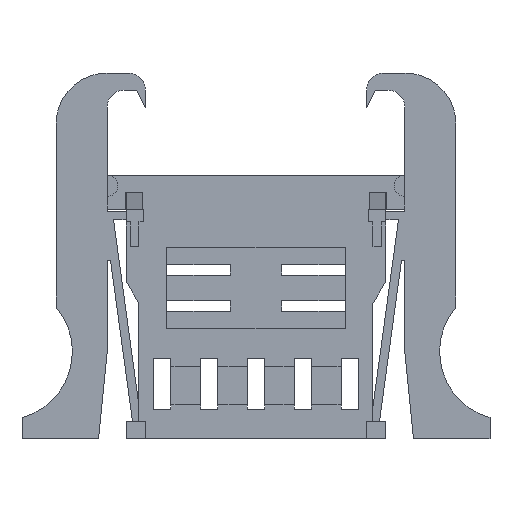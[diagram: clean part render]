
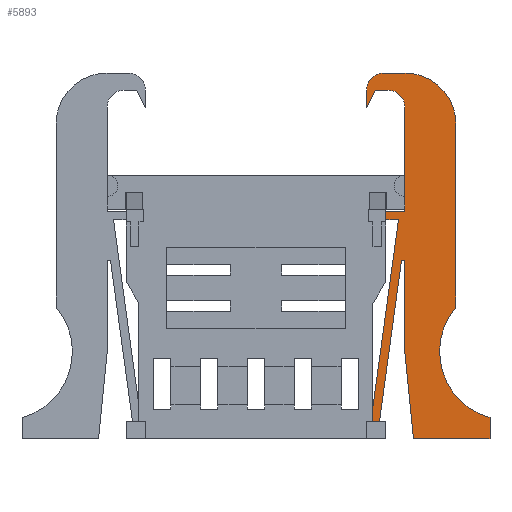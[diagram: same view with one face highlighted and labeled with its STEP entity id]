
A CAD part, left-side view. The second image highlights one B-rep face of the part: STEP entity #5893.
In plain terms, the highlighted planar face has unit normal (-1, 0, 0).
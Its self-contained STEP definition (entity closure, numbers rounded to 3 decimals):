
#5737=AXIS2_PLACEMENT_3D('Plane Axis2P3D',#5734,#5735,#5736) ;
#5750=AXIS2_PLACEMENT_3D('Circle Axis2P3D',#5748,#5749,$) ;
#5785=AXIS2_PLACEMENT_3D('Circle Axis2P3D',#5783,#5784,$) ;
#5799=AXIS2_PLACEMENT_3D('Circle Axis2P3D',#5797,#5798,$) ;
#5813=AXIS2_PLACEMENT_3D('Circle Axis2P3D',#5811,#5812,$) ;
#5841=AXIS2_PLACEMENT_3D('Circle Axis2P3D',#5839,#5840,$) ;
#5672=CARTESIAN_POINT('Vertex',(6.,14.,2.)) ;
#5677=CARTESIAN_POINT('Line Origine',(6.,12.375,13.875)) ;
#5681=CARTESIAN_POINT('Vertex',(6.,10.75,25.75)) ;
#5708=CARTESIAN_POINT('Line Origine',(6.,11.5,25.75)) ;
#5712=CARTESIAN_POINT('Vertex',(6.,12.25,25.75)) ;
#5734=CARTESIAN_POINT('Axis2P3D Location',(6.,0.,0.)) ;
#5739=CARTESIAN_POINT('Line Origine',(6.,11.703,11.408)) ;
#5743=CARTESIAN_POINT('Vertex',(6.,10.416,20.816)) ;
#5745=CARTESIAN_POINT('Vertex',(6.,12.991,2.)) ;
#5748=CARTESIAN_POINT('Axis2P3D Location',(6.,10.209,20.788)) ;
#5752=CARTESIAN_POINT('Vertex',(6.,10.,20.788)) ;
#5755=CARTESIAN_POINT('Line Origine',(6.,10.,15.394)) ;
#5759=CARTESIAN_POINT('Vertex',(6.,10.,10.)) ;
#5762=CARTESIAN_POINT('Line Origine',(6.,9.5,5.)) ;
#5766=CARTESIAN_POINT('Vertex',(6.,9.,0.)) ;
#5769=CARTESIAN_POINT('Line Origine',(6.,4.5,0.)) ;
#5773=CARTESIAN_POINT('Vertex',(6.,0.,0.)) ;
#5776=CARTESIAN_POINT('Line Origine',(6.,0.,1.25)) ;
#5780=CARTESIAN_POINT('Vertex',(6.,0.,2.5)) ;
#5783=CARTESIAN_POINT('Axis2P3D Location',(6.,-2.145,10.275)) ;
#5787=CARTESIAN_POINT('Vertex',(6.,4.,15.5)) ;
#5790=CARTESIAN_POINT('Line Origine',(6.,4.,26.25)) ;
#5794=CARTESIAN_POINT('Vertex',(6.,4.,37.)) ;
#5797=CARTESIAN_POINT('Axis2P3D Location',(6.,10.,37.)) ;
#5801=CARTESIAN_POINT('Vertex',(6.,10.,43.)) ;
#5804=CARTESIAN_POINT('Line Origine',(6.,11.25,43.)) ;
#5808=CARTESIAN_POINT('Vertex',(6.,12.5,43.)) ;
#5811=CARTESIAN_POINT('Axis2P3D Location',(6.,12.5,41.)) ;
#5815=CARTESIAN_POINT('Vertex',(6.,14.5,41.)) ;
#5818=CARTESIAN_POINT('Line Origine',(6.,14.5,40.)) ;
#5822=CARTESIAN_POINT('Vertex',(6.,14.5,39.)) ;
#5825=CARTESIAN_POINT('Line Origine',(6.,14.,40.)) ;
#5829=CARTESIAN_POINT('Vertex',(6.,13.5,41.)) ;
#5832=CARTESIAN_POINT('Line Origine',(6.,12.75,41.)) ;
#5836=CARTESIAN_POINT('Vertex',(6.,12.,41.)) ;
#5839=CARTESIAN_POINT('Axis2P3D Location',(6.,12.,39.)) ;
#5843=CARTESIAN_POINT('Vertex',(6.,10.,39.)) ;
#5846=CARTESIAN_POINT('Line Origine',(6.,10.,32.875)) ;
#5850=CARTESIAN_POINT('Vertex',(6.,10.,26.75)) ;
#5853=CARTESIAN_POINT('Line Origine',(6.,11.125,26.75)) ;
#5857=CARTESIAN_POINT('Vertex',(6.,12.25,26.75)) ;
#5860=CARTESIAN_POINT('Line Origine',(6.,12.25,26.25)) ;
#5865=CARTESIAN_POINT('Line Origine',(6.,13.495,2.)) ;
#5678=DIRECTION('Vector Direction',(0.,0.136,-0.991)) ;
#5709=DIRECTION('Vector Direction',(0.,-1.,0.)) ;
#5735=DIRECTION('Axis2P3D Direction',(1.,0.,0.)) ;
#5736=DIRECTION('Axis2P3D XDirection',(0.,1.,0.)) ;
#5740=DIRECTION('Vector Direction',(0.,-0.136,0.991)) ;
#5749=DIRECTION('Axis2P3D Direction',(1.,0.,0.)) ;
#5756=DIRECTION('Vector Direction',(0.,0.,-1.)) ;
#5763=DIRECTION('Vector Direction',(0.,-0.1,-0.995)) ;
#5770=DIRECTION('Vector Direction',(0.,-1.,0.)) ;
#5777=DIRECTION('Vector Direction',(0.,0.,1.)) ;
#5784=DIRECTION('Axis2P3D Direction',(1.,0.,0.)) ;
#5791=DIRECTION('Vector Direction',(0.,0.,1.)) ;
#5798=DIRECTION('Axis2P3D Direction',(1.,0.,0.)) ;
#5805=DIRECTION('Vector Direction',(0.,1.,0.)) ;
#5812=DIRECTION('Axis2P3D Direction',(1.,0.,0.)) ;
#5819=DIRECTION('Vector Direction',(0.,0.,-1.)) ;
#5826=DIRECTION('Vector Direction',(0.,-0.447,0.894)) ;
#5833=DIRECTION('Vector Direction',(0.,-1.,0.)) ;
#5840=DIRECTION('Axis2P3D Direction',(1.,0.,0.)) ;
#5847=DIRECTION('Vector Direction',(0.,0.,-1.)) ;
#5854=DIRECTION('Vector Direction',(0.,1.,0.)) ;
#5861=DIRECTION('Vector Direction',(0.,0.,-1.)) ;
#5866=DIRECTION('Vector Direction',(0.,1.,0.)) ;
#5679=VECTOR('Line Direction',#5678,1.) ;
#5710=VECTOR('Line Direction',#5709,1.) ;
#5741=VECTOR('Line Direction',#5740,1.) ;
#5757=VECTOR('Line Direction',#5756,1.) ;
#5764=VECTOR('Line Direction',#5763,1.) ;
#5771=VECTOR('Line Direction',#5770,1.) ;
#5778=VECTOR('Line Direction',#5777,1.) ;
#5792=VECTOR('Line Direction',#5791,1.) ;
#5806=VECTOR('Line Direction',#5805,1.) ;
#5820=VECTOR('Line Direction',#5819,1.) ;
#5827=VECTOR('Line Direction',#5826,1.) ;
#5834=VECTOR('Line Direction',#5833,1.) ;
#5848=VECTOR('Line Direction',#5847,1.) ;
#5855=VECTOR('Line Direction',#5854,1.) ;
#5862=VECTOR('Line Direction',#5861,1.) ;
#5867=VECTOR('Line Direction',#5866,1.) ;
#5871=ORIENTED_EDGE('',*,*,#5747,.F.) ;
#5872=ORIENTED_EDGE('',*,*,#5754,.F.) ;
#5873=ORIENTED_EDGE('',*,*,#5761,.F.) ;
#5874=ORIENTED_EDGE('',*,*,#5768,.F.) ;
#5875=ORIENTED_EDGE('',*,*,#5775,.F.) ;
#5876=ORIENTED_EDGE('',*,*,#5782,.F.) ;
#5877=ORIENTED_EDGE('',*,*,#5789,.F.) ;
#5878=ORIENTED_EDGE('',*,*,#5796,.F.) ;
#5879=ORIENTED_EDGE('',*,*,#5803,.F.) ;
#5880=ORIENTED_EDGE('',*,*,#5810,.F.) ;
#5881=ORIENTED_EDGE('',*,*,#5817,.F.) ;
#5882=ORIENTED_EDGE('',*,*,#5824,.F.) ;
#5883=ORIENTED_EDGE('',*,*,#5831,.F.) ;
#5884=ORIENTED_EDGE('',*,*,#5838,.F.) ;
#5885=ORIENTED_EDGE('',*,*,#5845,.F.) ;
#5886=ORIENTED_EDGE('',*,*,#5852,.F.) ;
#5887=ORIENTED_EDGE('',*,*,#5859,.F.) ;
#5888=ORIENTED_EDGE('',*,*,#5864,.F.) ;
#5889=ORIENTED_EDGE('',*,*,#5714,.F.) ;
#5890=ORIENTED_EDGE('',*,*,#5683,.F.) ;
#5891=ORIENTED_EDGE('',*,*,#5869,.F.) ;
#5893=ADVANCED_FACE('Body.3',(#5892),#5738,.F.) ;
#5751=CIRCLE('generated circle',#5750,0.209) ;
#5786=CIRCLE('generated circle',#5785,8.066) ;
#5800=CIRCLE('generated circle',#5799,6.) ;
#5814=CIRCLE('generated circle',#5813,2.) ;
#5842=CIRCLE('generated circle',#5841,2.) ;
#5683=EDGE_CURVE('',#5673,#5682,#5680,.F.) ;
#5714=EDGE_CURVE('',#5682,#5713,#5711,.F.) ;
#5747=EDGE_CURVE('',#5744,#5746,#5742,.F.) ;
#5754=EDGE_CURVE('',#5753,#5744,#5751,.F.) ;
#5761=EDGE_CURVE('',#5760,#5753,#5758,.F.) ;
#5768=EDGE_CURVE('',#5767,#5760,#5765,.F.) ;
#5775=EDGE_CURVE('',#5774,#5767,#5772,.F.) ;
#5782=EDGE_CURVE('',#5781,#5774,#5779,.F.) ;
#5789=EDGE_CURVE('',#5788,#5781,#5786,.F.) ;
#5796=EDGE_CURVE('',#5795,#5788,#5793,.F.) ;
#5803=EDGE_CURVE('',#5802,#5795,#5800,.T.) ;
#5810=EDGE_CURVE('',#5809,#5802,#5807,.F.) ;
#5817=EDGE_CURVE('',#5816,#5809,#5814,.T.) ;
#5824=EDGE_CURVE('',#5823,#5816,#5821,.F.) ;
#5831=EDGE_CURVE('',#5830,#5823,#5828,.F.) ;
#5838=EDGE_CURVE('',#5837,#5830,#5835,.F.) ;
#5845=EDGE_CURVE('',#5844,#5837,#5842,.F.) ;
#5852=EDGE_CURVE('',#5851,#5844,#5849,.F.) ;
#5859=EDGE_CURVE('',#5858,#5851,#5856,.F.) ;
#5864=EDGE_CURVE('',#5713,#5858,#5863,.F.) ;
#5869=EDGE_CURVE('',#5746,#5673,#5868,.T.) ;
#5870=EDGE_LOOP('',(#5871,#5872,#5873,#5874,#5875,#5876,#5877,#5878,#5879,#5880,#5881,#5882,#5883,#5884,#5885,#5886,#5887,#5888,#5889,#5890,#5891)) ;
#5892=FACE_OUTER_BOUND('',#5870,.T.) ;
#5680=LINE('Line',#5677,#5679) ;
#5711=LINE('Line',#5708,#5710) ;
#5742=LINE('Line',#5739,#5741) ;
#5758=LINE('Line',#5755,#5757) ;
#5765=LINE('Line',#5762,#5764) ;
#5772=LINE('Line',#5769,#5771) ;
#5779=LINE('Line',#5776,#5778) ;
#5793=LINE('Line',#5790,#5792) ;
#5807=LINE('Line',#5804,#5806) ;
#5821=LINE('Line',#5818,#5820) ;
#5828=LINE('Line',#5825,#5827) ;
#5835=LINE('Line',#5832,#5834) ;
#5849=LINE('Line',#5846,#5848) ;
#5856=LINE('Line',#5853,#5855) ;
#5863=LINE('Line',#5860,#5862) ;
#5868=LINE('Line',#5865,#5867) ;
#5738=PLANE('',#5737) ;
#5673=VERTEX_POINT('',#5672) ;
#5682=VERTEX_POINT('',#5681) ;
#5713=VERTEX_POINT('',#5712) ;
#5744=VERTEX_POINT('',#5743) ;
#5746=VERTEX_POINT('',#5745) ;
#5753=VERTEX_POINT('',#5752) ;
#5760=VERTEX_POINT('',#5759) ;
#5767=VERTEX_POINT('',#5766) ;
#5774=VERTEX_POINT('',#5773) ;
#5781=VERTEX_POINT('',#5780) ;
#5788=VERTEX_POINT('',#5787) ;
#5795=VERTEX_POINT('',#5794) ;
#5802=VERTEX_POINT('',#5801) ;
#5809=VERTEX_POINT('',#5808) ;
#5816=VERTEX_POINT('',#5815) ;
#5823=VERTEX_POINT('',#5822) ;
#5830=VERTEX_POINT('',#5829) ;
#5837=VERTEX_POINT('',#5836) ;
#5844=VERTEX_POINT('',#5843) ;
#5851=VERTEX_POINT('',#5850) ;
#5858=VERTEX_POINT('',#5857) ;
